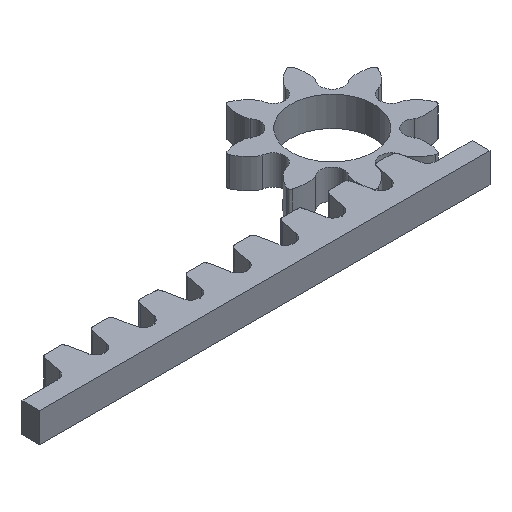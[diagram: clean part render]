
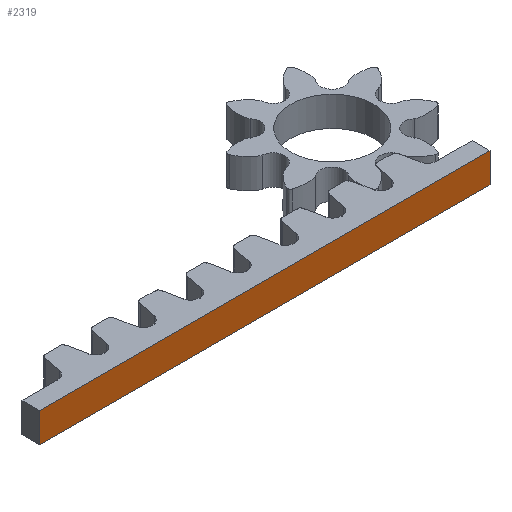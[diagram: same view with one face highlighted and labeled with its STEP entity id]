
A CAD part, isometric view. The second image highlights one B-rep face of the part: STEP entity #2319.
In plain terms, the highlighted face is planar.
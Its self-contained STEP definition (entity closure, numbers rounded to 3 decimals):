
#234=PLANE('',#2558);
#281=LINE('',#6918,#454);
#388=LINE('',#7273,#561);
#399=LINE('',#7302,#572);
#409=LINE('',#7327,#582);
#454=VECTOR('',#2730,5.714);
#561=VECTOR('',#3091,5.714);
#572=VECTOR('',#3126,5.714);
#582=VECTOR('',#3152,5.714);
#748=FACE_OUTER_BOUND('',#871,.T.);
#871=EDGE_LOOP('',(#2169,#2170,#2171,#2172));
#1008=VERTEX_POINT('',#6915);
#1009=VERTEX_POINT('',#6917);
#1130=VERTEX_POINT('',#7271);
#1136=VERTEX_POINT('',#7301);
#1285=EDGE_CURVE('',#1008,#1009,#281,.T.);
#1463=EDGE_CURVE('',#1130,#1009,#388,.T.);
#1477=EDGE_CURVE('',#1130,#1136,#399,.T.);
#1491=EDGE_CURVE('',#1136,#1008,#409,.T.);
#2169=ORIENTED_EDGE('',*,*,#1285,.F.);
#2170=ORIENTED_EDGE('',*,*,#1491,.F.);
#2171=ORIENTED_EDGE('',*,*,#1477,.F.);
#2172=ORIENTED_EDGE('',*,*,#1463,.T.);
#2319=ADVANCED_FACE('',(#748),#234,.T.);
#2558=AXIS2_PLACEMENT_3D('',#7326,#3150,#3151);
#2730=DIRECTION('',(-0.195,0.981,0.));
#3091=DIRECTION('',(0.,0.,1.));
#3126=DIRECTION('',(0.195,-0.981,0.));
#3150=DIRECTION('center_axis',(0.981,0.195,0.));
#3151=DIRECTION('ref_axis',(-0.195,0.981,0.));
#3152=DIRECTION('',(0.,0.,1.));
#6915=CARTESIAN_POINT('',(7.434,-3.751,2.857));
#6917=CARTESIAN_POINT('',(-1.041,38.859,2.857));
#6918=CARTESIAN_POINT('',(5.205,7.458,2.857));
#7271=CARTESIAN_POINT('',(-1.041,38.859,0.));
#7273=CARTESIAN_POINT('',(-1.041,38.859,0.));
#7301=CARTESIAN_POINT('',(7.434,-3.751,0.));
#7302=CARTESIAN_POINT('',(5.205,7.458,0.));
#7326=CARTESIAN_POINT('Origin',(7.434,-3.751,0.));
#7327=CARTESIAN_POINT('',(7.434,-3.751,0.));
